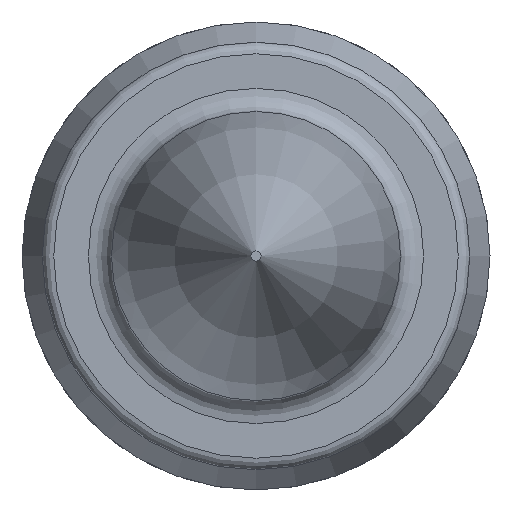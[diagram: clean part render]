
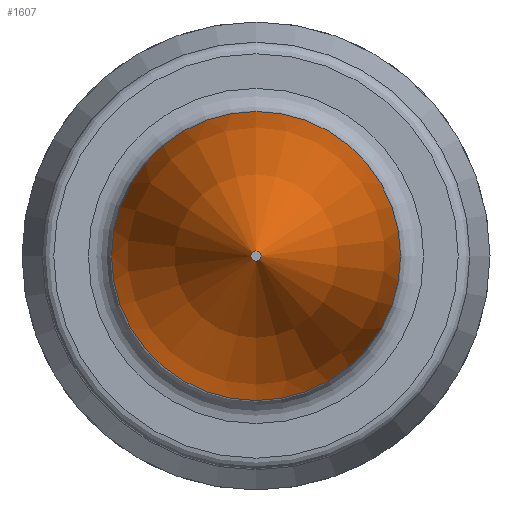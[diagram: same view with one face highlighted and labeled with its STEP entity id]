
A CAD part, left-side view. The second image highlights one B-rep face of the part: STEP entity #1607.
In plain terms, the highlighted toroidal (fillet/blend) face has major radius 1.968 mm and minor radius 2.286 mm.
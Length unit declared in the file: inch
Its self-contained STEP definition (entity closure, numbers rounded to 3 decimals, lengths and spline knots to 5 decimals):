
#78 = EDGE_CURVE ( 'NONE', #964, #964, #1177, .T. ) ;
#93 = EDGE_LOOP ( 'NONE', ( #1125 ) ) ;
#286 = VERTEX_POINT ( 'NONE', #1877 ) ;
#395 = FACE_OUTER_BOUND ( 'NONE', #618, .T. ) ;
#432 = DIRECTION ( 'NONE',  ( 0., 0., -1. ) ) ;
#438 = TOROIDAL_SURFACE ( 'NONE', #699, -0.0775, 0.09 ) ;
#618 = EDGE_LOOP ( 'NONE', ( #822 ) ) ;
#699 = AXIS2_PLACEMENT_3D ( 'NONE', #1979, #1515, #1038 ) ;
#700 = DIRECTION ( 'NONE',  ( 0., 0., -1. ) ) ;
#822 = ORIENTED_EDGE ( 'NONE', *, *, #78, .F. ) ;
#897 = AXIS2_PLACEMENT_3D ( 'NONE', #1157, #1342, #432 ) ;
#964 = VERTEX_POINT ( 'NONE', #1899 ) ;
#1038 = DIRECTION ( 'NONE',  ( 0., 0., -1. ) ) ;
#1125 = ORIENTED_EDGE ( 'NONE', *, *, #1545, .T. ) ;
#1154 = AXIS2_PLACEMENT_3D ( 'NONE', #1481, #1648, #700 ) ;
#1157 = CARTESIAN_POINT ( 'NONE',  ( 0., 0.08, 0. ) ) ;
#1177 = CIRCLE ( 'NONE', #897, 0.0125 ) ;
#1342 = DIRECTION ( 'NONE',  ( 0., -1., 0. ) ) ;
#1418 = CIRCLE ( 'NONE', #1154, 0.00044 ) ;
#1481 = CARTESIAN_POINT ( 'NONE',  ( 0., 0.125, 0. ) ) ;
#1515 = DIRECTION ( 'NONE',  ( 0., -1., 0. ) ) ;
#1517 = FACE_OUTER_BOUND ( 'NONE', #93, .T. ) ;
#1545 = EDGE_CURVE ( 'NONE', #286, #286, #1418, .T. ) ;
#1607 = ADVANCED_FACE ( 'NONE', ( #395, #1517 ), #438, .T. ) ;
#1648 = DIRECTION ( 'NONE',  ( 0., -1., 0. ) ) ;
#1877 = CARTESIAN_POINT ( 'NONE',  ( 0., 0.125, -0.00044 ) ) ;
#1899 = CARTESIAN_POINT ( 'NONE',  ( 0., 0.08, -0.0125 ) ) ;
#1979 = CARTESIAN_POINT ( 'NONE',  ( 0., 0.08, 0. ) ) ;
